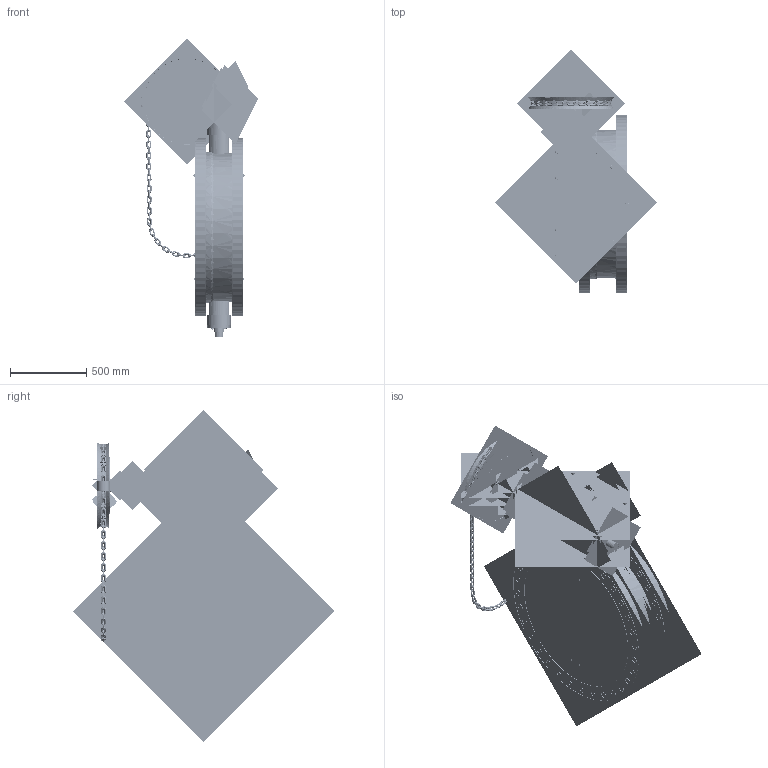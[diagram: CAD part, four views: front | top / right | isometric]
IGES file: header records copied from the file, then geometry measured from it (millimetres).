
Start section:  PTC IGES file: class_250ii_fl_x_fl-36-inch-cha_asm.igs
Global section: file name: class_250ii_fl_x_fl-36-inch-cha_asm.igs; native system: Creo Parametric by Parametric Technology Corporation; preprocessor: 2013050; author: HAPPY; organization: Unknown; date: 20161214.165652; units: inch
Bounding box: 1068.24 x 1876.26 x 2181.26 mm (x, y, z)
Volume: 185032205.4 mm3; surface area: 58626122.5 mm2
Topology: 72 solids, 72 shells, 7646 faces, 41546 edges, 53859 vertices
Faces by surface type: revolution 5930, bspline 1372, extrusion 344
